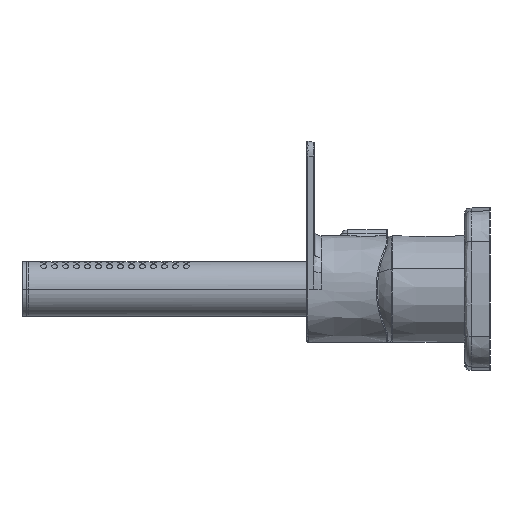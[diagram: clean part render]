
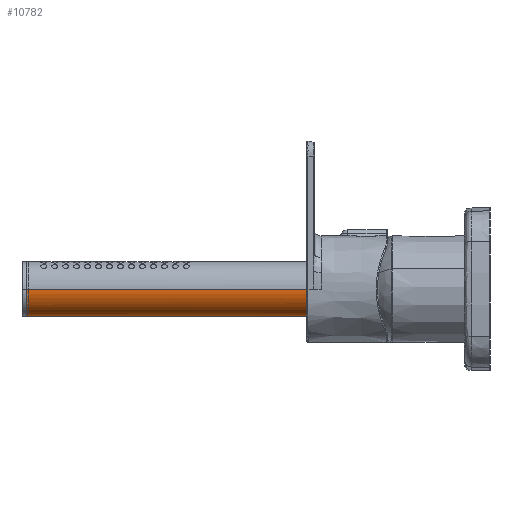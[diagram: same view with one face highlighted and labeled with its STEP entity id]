
A CAD part, left-side view. The second image highlights one B-rep face of the part: STEP entity #10782.
In plain terms, the highlighted cylindrical face has radius 12.5 mm (diameter 25 mm), a partial arc.
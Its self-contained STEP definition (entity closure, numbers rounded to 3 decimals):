
#14 = LINE ( 'NONE', #3316, #2450 ) ;
#119 = CARTESIAN_POINT ( 'NONE',  ( 183.272, 211.6, -12.175 ) ) ;
#179 = ORIENTED_EDGE ( 'NONE', *, *, #22109, .T. ) ;
#203 = CARTESIAN_POINT ( 'NONE',  ( 192.5, 211.6, 0. ) ) ;
#330 = CARTESIAN_POINT ( 'NONE',  ( 180., 27., 0. ) ) ;
#573 = CYLINDRICAL_SURFACE ( 'NONE', #4230, 12.5 ) ;
#607 = CARTESIAN_POINT ( 'NONE',  ( 180., 211.6, -12.5 ) ) ;
#830 = FACE_OUTER_BOUND ( 'NONE', #4472, .T. ) ;
#942 = CARTESIAN_POINT ( 'NONE',  ( 173.612, 211.6, -10.866 ) ) ;
#1083 = CARTESIAN_POINT ( 'NONE',  ( 169.964, 211.6, -7.627 ) ) ;
#1172 = EDGE_CURVE ( 'NONE', #14314, #3688, #16856, .T. ) ;
#1512 = EDGE_CURVE ( 'NONE', #14314, #12867, #3118, .T. ) ;
#1691 = CARTESIAN_POINT ( 'NONE',  ( 181.636, 211.6, -12.5 ) ) ;
#2131 = DIRECTION ( 'NONE',  ( 0., -1., 0. ) ) ;
#2412 = VECTOR ( 'NONE', #6464, 1000. ) ;
#2450 = VECTOR ( 'NONE', #20675, 1000. ) ;
#3118 = B_SPLINE_CURVE_WITH_KNOTS ( 'NONE', 3,
 ( #20043, #4661, #21807, #11567, #1083, #15013, #942, #13241, #16854, #4581 ),
 .UNSPECIFIED., .F., .F.,
 ( 4, 2, 2, 2, 4 ),
 ( 0.502, 0.627, 0.751, 0.876, 1. ),
 .UNSPECIFIED. ) ;
#3316 = CARTESIAN_POINT ( 'NONE',  ( 192.5, 211.6, 0. ) ) ;
#3397 = DIRECTION ( 'NONE',  ( -1., 0., 0. ) ) ;
#3458 = CARTESIAN_POINT ( 'NONE',  ( 192.5, 211.6, 0. ) ) ;
#3688 = VERTEX_POINT ( 'NONE', #6284 ) ;
#3881 = ORIENTED_EDGE ( 'NONE', *, *, #20244, .F. ) ;
#4230 = AXIS2_PLACEMENT_3D ( 'NONE', #17278, #22601, #3397 ) ;
#4472 = EDGE_LOOP ( 'NONE', ( #7790, #7212, #3881, #12408, #21916, #179 ) ) ;
#4581 = CARTESIAN_POINT ( 'NONE',  ( 179.839, 211.6, -12.499 ) ) ;
#4661 = CARTESIAN_POINT ( 'NONE',  ( 167.5, 211.6, -1.623 ) ) ;
#5279 = CARTESIAN_POINT ( 'NONE',  ( 180., 211.6, -12.5 ) ) ;
#5284 = AXIS2_PLACEMENT_3D ( 'NONE', #330, #2131, #12690 ) ;
#6284 = CARTESIAN_POINT ( 'NONE',  ( 167.5, 27., 0. ) ) ;
#6464 = DIRECTION ( 'NONE',  ( 0., -1., 0. ) ) ;
#7036 = CARTESIAN_POINT ( 'NONE',  ( 189.996, 211.6, -7.682 ) ) ;
#7212 = ORIENTED_EDGE ( 'NONE', *, *, #10779, .T. ) ;
#7790 = ORIENTED_EDGE ( 'NONE', *, *, #21025, .T. ) ;
#8032 = B_SPLINE_CURVE_WITH_KNOTS ( 'NONE', 3,
 ( #5279, #1691, #119, #12027, #19074, #7036, #17559, #22435, #12249, #3458 ),
 .UNSPECIFIED., .F., .F.,
 ( 4, 2, 2, 2, 4 ),
 ( 0., 0.126, 0.251, 0.377, 0.502 ),
 .UNSPECIFIED. ) ;
#8221 = CARTESIAN_POINT ( 'NONE',  ( 167.5, 211.6, 0. ) ) ;
#10779 = EDGE_CURVE ( 'NONE', #21164, #19049, #14, .T. ) ;
#10782 = ADVANCED_FACE ( 'NONE', ( #830 ), #573, .T. ) ;
#11567 = CARTESIAN_POINT ( 'NONE',  ( 169.052, 211.6, -6.248 ) ) ;
#11867 = DIRECTION ( 'NONE',  ( -1., 0., 0. ) ) ;
#12027 = CARTESIAN_POINT ( 'NONE',  ( 186.295, 211.6, -10.922 ) ) ;
#12249 = CARTESIAN_POINT ( 'NONE',  ( 192.5, 211.6, -1.636 ) ) ;
#12408 = ORIENTED_EDGE ( 'NONE', *, *, #1172, .F. ) ;
#12520 = CIRCLE ( 'NONE', #5284, 12.5 ) ;
#12533 = CARTESIAN_POINT ( 'NONE',  ( 179.839, 211.6, -12.499 ) ) ;
#12690 = DIRECTION ( 'NONE',  ( 1., 0., 0. ) ) ;
#12867 = VERTEX_POINT ( 'NONE', #12533 ) ;
#13241 = CARTESIAN_POINT ( 'NONE',  ( 176.598, 211.6, -12.137 ) ) ;
#14314 = VERTEX_POINT ( 'NONE', #8221 ) ;
#15013 = CARTESIAN_POINT ( 'NONE',  ( 172.244, 211.6, -9.937 ) ) ;
#15348 = CIRCLE ( 'NONE', #18870, 12.5 ) ;
#16854 = CARTESIAN_POINT ( 'NONE',  ( 178.216, 211.6, -12.478 ) ) ;
#16856 = LINE ( 'NONE', #18661, #2412 ) ;
#17278 = CARTESIAN_POINT ( 'NONE',  ( 180., 211.6, 0. ) ) ;
#17312 = CARTESIAN_POINT ( 'NONE',  ( 180., 211.6, 0. ) ) ;
#17559 = CARTESIAN_POINT ( 'NONE',  ( 190.922, 211.6, -6.295 ) ) ;
#18597 = VERTEX_POINT ( 'NONE', #607 ) ;
#18661 = CARTESIAN_POINT ( 'NONE',  ( 167.5, 211.6, 0. ) ) ;
#18870 = AXIS2_PLACEMENT_3D ( 'NONE', #17312, #20783, #11867 ) ;
#19049 = VERTEX_POINT ( 'NONE', #22180 ) ;
#19074 = CARTESIAN_POINT ( 'NONE',  ( 187.682, 211.6, -9.996 ) ) ;
#20043 = CARTESIAN_POINT ( 'NONE',  ( 167.5, 211.6, 0. ) ) ;
#20244 = EDGE_CURVE ( 'NONE', #3688, #19049, #12520, .T. ) ;
#20675 = DIRECTION ( 'NONE',  ( 0., -1., 0. ) ) ;
#20783 = DIRECTION ( 'NONE',  ( 0., -1., 0. ) ) ;
#21025 = EDGE_CURVE ( 'NONE', #18597, #21164, #8032, .T. ) ;
#21164 = VERTEX_POINT ( 'NONE', #203 ) ;
#21807 = CARTESIAN_POINT ( 'NONE',  ( 167.82, 211.6, -3.245 ) ) ;
#21916 = ORIENTED_EDGE ( 'NONE', *, *, #1512, .T. ) ;
#22109 = EDGE_CURVE ( 'NONE', #12867, #18597, #15348, .T. ) ;
#22180 = CARTESIAN_POINT ( 'NONE',  ( 192.5, 27., 0. ) ) ;
#22435 = CARTESIAN_POINT ( 'NONE',  ( 192.175, 211.6, -3.272 ) ) ;
#22601 = DIRECTION ( 'NONE',  ( 0., -1., 0. ) ) ;
